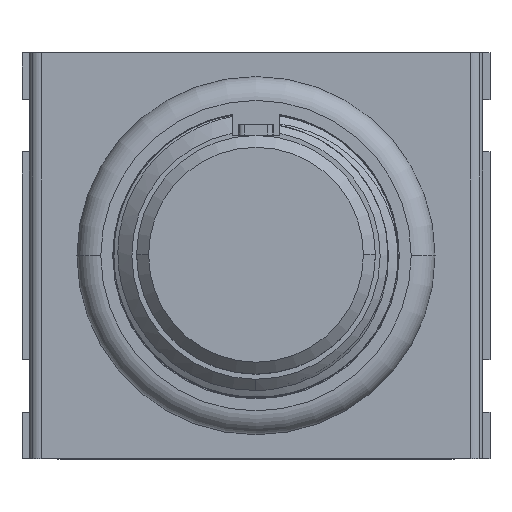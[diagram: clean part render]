
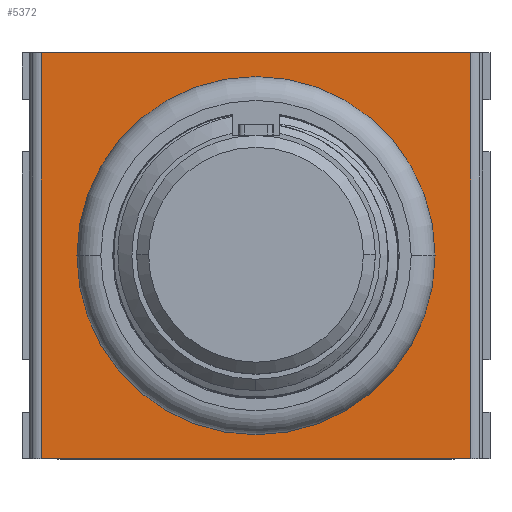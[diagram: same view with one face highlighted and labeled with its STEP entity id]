
A CAD part, top view. The second image highlights one B-rep face of the part: STEP entity #5372.
In plain terms, the highlighted planar face has unit normal (0, 0, 1).
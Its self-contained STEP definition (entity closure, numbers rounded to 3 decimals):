
#280 = VERTEX_POINT ( 'NONE', #11750 ) ;
#1304 = CARTESIAN_POINT ( 'NONE',  ( 0., 0., 15.7 ) ) ;
#1428 = EDGE_LOOP ( 'NONE', ( #3190, #3334, #19184, #14855 ) ) ;
#1695 = EDGE_CURVE ( 'NONE', #19567, #280, #18829, .T. ) ;
#1788 = CARTESIAN_POINT ( 'NONE',  ( 0., 0., 15.7 ) ) ;
#1937 = EDGE_CURVE ( 'NONE', #17758, #18406, #14265, .T. ) ;
#2215 = VECTOR ( 'NONE', #20047, 1000. ) ;
#2854 = CARTESIAN_POINT ( 'NONE',  ( 0., 0., 15.7 ) ) ;
#2918 = DIRECTION ( 'NONE',  ( -1., 0., 0. ) ) ;
#3190 = ORIENTED_EDGE ( 'NONE', *, *, #6985, .F. ) ;
#3334 = ORIENTED_EDGE ( 'NONE', *, *, #1695, .T. ) ;
#3512 = DIRECTION ( 'NONE',  ( 1., 0., 0. ) ) ;
#3989 = CARTESIAN_POINT ( 'NONE',  ( -9., -8.5, 15.7 ) ) ;
#4465 = DIRECTION ( 'NONE',  ( -1., 0., 0. ) ) ;
#5372 = ADVANCED_FACE ( 'NONE', ( #20346, #6940 ), #14654, .T. ) ;
#5843 = AXIS2_PLACEMENT_3D ( 'NONE', #2854, #14099, #4465 ) ;
#5893 = CARTESIAN_POINT ( 'NONE',  ( -7.5, 0., 15.7 ) ) ;
#6503 = LINE ( 'NONE', #19978, #2215 ) ;
#6940 = FACE_BOUND ( 'NONE', #9631, .T. ) ;
#6985 = EDGE_CURVE ( 'NONE', #19567, #18406, #14944, .T. ) ;
#7273 = CARTESIAN_POINT ( 'NONE',  ( 9., -8.5, 15.7 ) ) ;
#8400 = DIRECTION ( 'NONE',  ( 0., -1., 0. ) ) ;
#8413 = ORIENTED_EDGE ( 'NONE', *, *, #15192, .T. ) ;
#8833 = VERTEX_POINT ( 'NONE', #5893 ) ;
#8876 = CIRCLE ( 'NONE', #5843, 7.5 ) ;
#9631 = EDGE_LOOP ( 'NONE', ( #17095, #8413 ) ) ;
#9741 = VECTOR ( 'NONE', #15787, 1000. ) ;
#9804 = DIRECTION ( 'NONE',  ( 0., 0., 1. ) ) ;
#9925 = CARTESIAN_POINT ( 'NONE',  ( -9.5, -8.5, 15.7 ) ) ;
#10013 = CARTESIAN_POINT ( 'NONE',  ( 9., -4.25, 15.7 ) ) ;
#11750 = CARTESIAN_POINT ( 'NONE',  ( -9., 8.5, 15.7 ) ) ;
#12545 = DIRECTION ( 'NONE',  ( 0., 0., -1. ) ) ;
#13287 = VERTEX_POINT ( 'NONE', #13652 ) ;
#13544 = AXIS2_PLACEMENT_3D ( 'NONE', #1304, #12545, #2918 ) ;
#13652 = CARTESIAN_POINT ( 'NONE',  ( 7.5, 0., 15.7 ) ) ;
#13764 = VECTOR ( 'NONE', #3512, 1000. ) ;
#14099 = DIRECTION ( 'NONE',  ( 0., 0., -1. ) ) ;
#14154 = CARTESIAN_POINT ( 'NONE',  ( 9.5, 8.5, 15.7 ) ) ;
#14265 = LINE ( 'NONE', #9925, #13764 ) ;
#14654 = PLANE ( 'NONE',  #14826 ) ;
#14826 = AXIS2_PLACEMENT_3D ( 'NONE', #1788, #9804, #16297 ) ;
#14855 = ORIENTED_EDGE ( 'NONE', *, *, #1937, .T. ) ;
#14862 = CIRCLE ( 'NONE', #13544, 7.5 ) ;
#14944 = LINE ( 'NONE', #10013, #18748 ) ;
#15192 = EDGE_CURVE ( 'NONE', #8833, #13287, #8876, .T. ) ;
#15787 = DIRECTION ( 'NONE',  ( -1., 0., 0. ) ) ;
#16297 = DIRECTION ( 'NONE',  ( 1., 0., 0. ) ) ;
#16974 = EDGE_CURVE ( 'NONE', #13287, #8833, #14862, .T. ) ;
#17095 = ORIENTED_EDGE ( 'NONE', *, *, #16974, .T. ) ;
#17758 = VERTEX_POINT ( 'NONE', #3989 ) ;
#18311 = EDGE_CURVE ( 'NONE', #17758, #280, #6503, .T. ) ;
#18406 = VERTEX_POINT ( 'NONE', #7273 ) ;
#18748 = VECTOR ( 'NONE', #8400, 1000. ) ;
#18829 = LINE ( 'NONE', #14154, #9741 ) ;
#19080 = CARTESIAN_POINT ( 'NONE',  ( 9., 8.5, 15.7 ) ) ;
#19184 = ORIENTED_EDGE ( 'NONE', *, *, #18311, .F. ) ;
#19567 = VERTEX_POINT ( 'NONE', #19080 ) ;
#19978 = CARTESIAN_POINT ( 'NONE',  ( -9., 4.25, 15.7 ) ) ;
#20047 = DIRECTION ( 'NONE',  ( 0., 1., 0. ) ) ;
#20346 = FACE_OUTER_BOUND ( 'NONE', #1428, .T. ) ;
